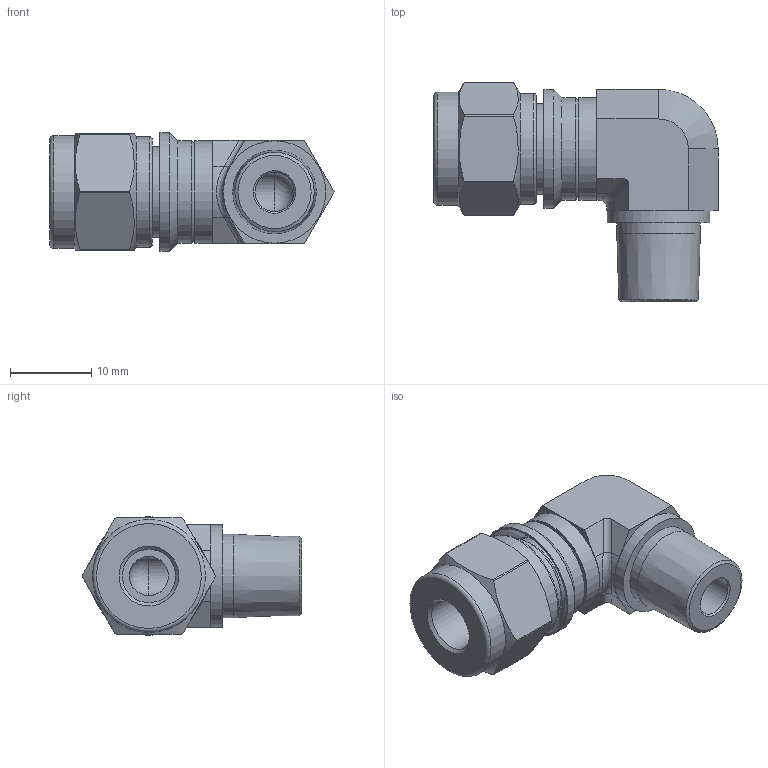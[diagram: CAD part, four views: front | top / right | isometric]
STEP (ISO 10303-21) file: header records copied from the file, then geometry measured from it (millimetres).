
FILE_DESCRIPTION(/* description */ (''),/* implementation_level */ '2;1');
FILE_NAME(/* name */ 'SMEI-4-2N.stp',/* time_stamp */ '2022-05-16T15:30:48+09:00',/* author */ ('user'),/* organization */ (''),/* preprocessor_version */ 'ST-DEVELOPER v18.1',/* originating_system */ 'Autodesk Inventor 2022',/* authorisation */ '');
FILE_SCHEMA (('AUTOMOTIVE_DESIGN { 1 0 10303 214 3 1 1 }'));
Length unit declared in the file: millimetre
Products named in the file (1): SME-4-2N
Bounding box: 34.97 x 27 x 14.6 mm (x, y, z)
Volume: 4853.7 mm3; surface area: 3381.9 mm2
Topology: 1 solids, 1 shells, 66 faces, 152 edges, 95 vertices
Faces by surface type: plane 26, cylinder 23, cone 13, torus 2, sphere 1, bspline 1
Full cylindrical faces by diameter (mm): 4.826 x2, 6.55 x1, 9.4 x1, 10.1 x1, 10.28 x1, 11.113 x1, 12.6 x3, 13.6 x1, 13.9 x1, 14.6 x1
Entity records: 1927 total; most frequent: CARTESIAN_POINT 366, DIRECTION 340, ORIENTED_EDGE 302, EDGE_CURVE 151, AXIS2_PLACEMENT_3D 135, VERTEX_POINT 95, EDGE_LOOP 76, LINE 70
